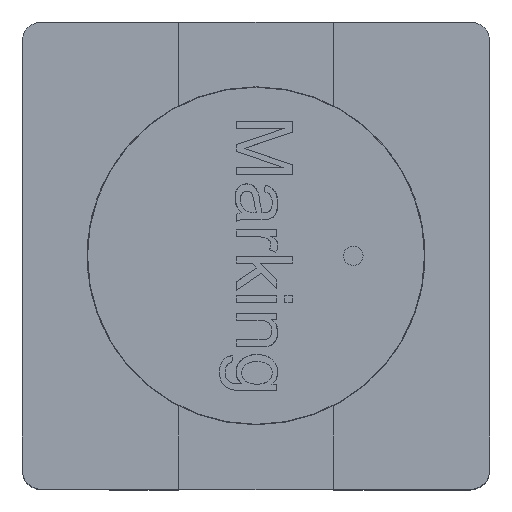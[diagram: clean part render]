
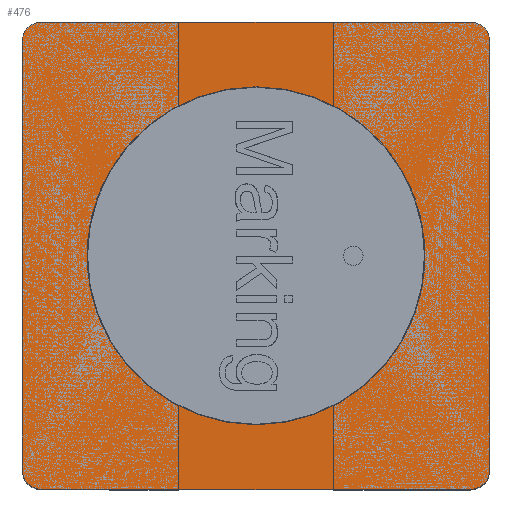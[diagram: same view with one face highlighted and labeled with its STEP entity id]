
A CAD part, top view. The second image highlights one B-rep face of the part: STEP entity #476.
In plain terms, the highlighted planar face has unit normal (0, 0, 1).
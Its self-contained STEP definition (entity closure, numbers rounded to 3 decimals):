
#476 = ADVANCED_FACE( '', ( #980, #981 ), #982, .T. );
#980 = FACE_BOUND( '', #2952, .T. );
#981 = FACE_OUTER_BOUND( '', #2953, .T. );
#982 = PLANE( '', #2954 );
#2952 = EDGE_LOOP( '', ( #4364 ) );
#2953 = EDGE_LOOP( '', ( #4365, #4366, #4367, #4368, #4369, #4370, #4371, #4372 ) );
#2954 = AXIS2_PLACEMENT_3D( '', #4373, #4374, #4375 );
#4364 = ORIENTED_EDGE( '', *, *, #4637, .T. );
#4365 = ORIENTED_EDGE( '', *, *, #4594, .T. );
#4366 = ORIENTED_EDGE( '', *, *, #4754, .T. );
#4367 = ORIENTED_EDGE( '', *, *, #4894, .T. );
#4368 = ORIENTED_EDGE( '', *, *, #4924, .T. );
#4369 = ORIENTED_EDGE( '', *, *, #4719, .T. );
#4370 = ORIENTED_EDGE( '', *, *, #4918, .T. );
#4371 = ORIENTED_EDGE( '', *, *, #4886, .T. );
#4372 = ORIENTED_EDGE( '', *, *, #4562, .T. );
#4373 = CARTESIAN_POINT( '', ( -2.4, -2.4, 0. ) );
#4374 = DIRECTION( '', ( 0., 0., 1. ) );
#4375 = DIRECTION( '', ( 1., 0., 0. ) );
#4562 = EDGE_CURVE( '', #5118, #5116, #5119, .T. );
#4594 = EDGE_CURVE( '', #5116, #5166, #5168, .T. );
#4637 = EDGE_CURVE( '', #5235, #5235, #5236, .T. );
#4719 = EDGE_CURVE( '', #5359, #5357, #5360, .T. );
#4754 = EDGE_CURVE( '', #5166, #5409, #5411, .T. );
#4886 = EDGE_CURVE( '', #5589, #5118, #5590, .T. );
#4894 = EDGE_CURVE( '', #5409, #5600, #5601, .T. );
#4918 = EDGE_CURVE( '', #5357, #5589, #5625, .T. );
#4924 = EDGE_CURVE( '', #5600, #5359, #5631, .T. );
#5116 = VERTEX_POINT( '', #5991 );
#5118 = VERTEX_POINT( '', #5994 );
#5119 = CIRCLE( '', #5995, 0.2 );
#5166 = VERTEX_POINT( '', #6132 );
#5168 = LINE( '', #6135, #6136 );
#5235 = VERTEX_POINT( '', #6293 );
#5236 = CIRCLE( '', #6294, 1.735 );
#5357 = VERTEX_POINT( '', #6532 );
#5359 = VERTEX_POINT( '', #6535 );
#5360 = LINE( '', #6536, #6537 );
#5409 = VERTEX_POINT( '', #6635 );
#5411 = CIRCLE( '', #6638, 0.2 );
#5589 = VERTEX_POINT( '', #7079 );
#5590 = LINE( '', #7080, #7081 );
#5600 = VERTEX_POINT( '', #7106 );
#5601 = LINE( '', #7107, #7108 );
#5625 = CIRCLE( '', #7177, 0.2 );
#5631 = CIRCLE( '', #7183, 0.2 );
#5991 = CARTESIAN_POINT( '', ( -2.2, -2.4, 0. ) );
#5994 = CARTESIAN_POINT( '', ( -2.4, -2.2, 0. ) );
#5995 = AXIS2_PLACEMENT_3D( '', #7284, #7285, #7286 );
#6132 = CARTESIAN_POINT( '', ( 2.2, -2.4, 0. ) );
#6135 = CARTESIAN_POINT( '', ( -2.4, -2.4, 0. ) );
#6136 = VECTOR( '', #7301, 1000. );
#6293 = CARTESIAN_POINT( '', ( 0., 1.735, 0. ) );
#6294 = AXIS2_PLACEMENT_3D( '', #7330, #7331, #7332 );
#6532 = CARTESIAN_POINT( '', ( -2.2, 2.4, 0. ) );
#6535 = CARTESIAN_POINT( '', ( 2.2, 2.4, 0. ) );
#6536 = CARTESIAN_POINT( '', ( 2.4, 2.4, 0. ) );
#6537 = VECTOR( '', #7385, 1000. );
#6635 = CARTESIAN_POINT( '', ( 2.4, -2.2, 0. ) );
#6638 = AXIS2_PLACEMENT_3D( '', #7413, #7414, #7415 );
#7079 = CARTESIAN_POINT( '', ( -2.4, 2.2, 0. ) );
#7080 = CARTESIAN_POINT( '', ( -2.4, 2.4, 0. ) );
#7081 = VECTOR( '', #7483, 1000. );
#7106 = CARTESIAN_POINT( '', ( 2.4, 2.2, 0. ) );
#7107 = CARTESIAN_POINT( '', ( 2.4, -2.4, 0. ) );
#7108 = VECTOR( '', #7488, 1000. );
#7177 = AXIS2_PLACEMENT_3D( '', #7494, #7495, #7496 );
#7183 = AXIS2_PLACEMENT_3D( '', #7497, #7498, #7499 );
#7284 = CARTESIAN_POINT( '', ( -2.2, -2.2, 0. ) );
#7285 = DIRECTION( '', ( 0., 0., 1. ) );
#7286 = DIRECTION( '', ( 1., 0., 0. ) );
#7301 = DIRECTION( '', ( 1., 0., 0. ) );
#7330 = CARTESIAN_POINT( '', ( 0., 0., 0. ) );
#7331 = DIRECTION( '', ( 0., 0., -1. ) );
#7332 = DIRECTION( '', ( 0., 1., 0. ) );
#7385 = DIRECTION( '', ( -1., 0., 0. ) );
#7413 = CARTESIAN_POINT( '', ( 2.2, -2.2, 0. ) );
#7414 = DIRECTION( '', ( 0., 0., 1. ) );
#7415 = DIRECTION( '', ( 1., 0., 0. ) );
#7483 = DIRECTION( '', ( 0., -1., 0. ) );
#7488 = DIRECTION( '', ( 0., 1., 0. ) );
#7494 = CARTESIAN_POINT( '', ( -2.2, 2.2, 0. ) );
#7495 = DIRECTION( '', ( 0., 0., 1. ) );
#7496 = DIRECTION( '', ( 1., 0., 0. ) );
#7497 = CARTESIAN_POINT( '', ( 2.2, 2.2, 0. ) );
#7498 = DIRECTION( '', ( 0., 0., 1. ) );
#7499 = DIRECTION( '', ( 1., 0., 0. ) );
